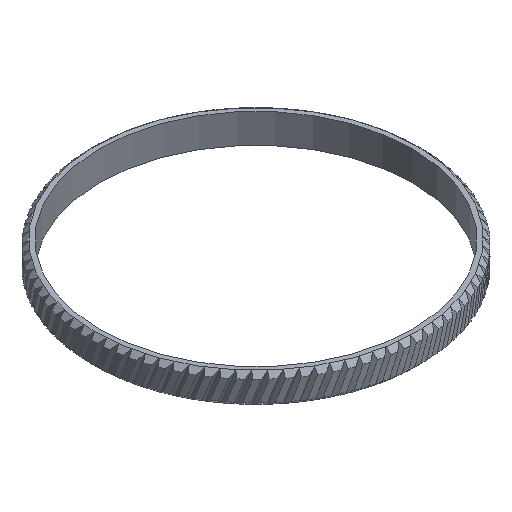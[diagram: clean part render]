
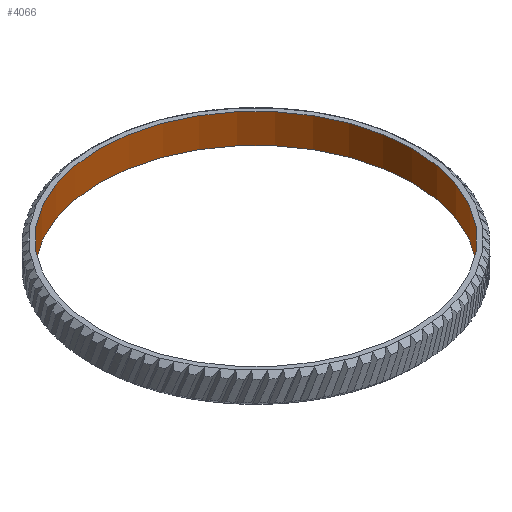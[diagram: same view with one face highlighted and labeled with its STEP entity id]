
A CAD part, isometric view. The second image highlights one B-rep face of the part: STEP entity #4066.
In plain terms, the highlighted cylindrical face has radius 34.5 mm (diameter 69 mm), a full revolution.
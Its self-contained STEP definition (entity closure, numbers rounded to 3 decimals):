
#4011=CARTESIAN_POINT('',(-134.5,-0.001,23.));
#4012=VERTEX_POINT('',#4011);
#4013=CARTESIAN_POINT('',(-65.5,-0.001,23.));
#4014=VERTEX_POINT('',#4013);
#4015=CARTESIAN_POINT('',(-100.,-0.001,23.));
#4016=DIRECTION('',(0.,0.,1.));
#4017=DIRECTION('',(1.,0.,-0.));
#4018=AXIS2_PLACEMENT_3D('',#4015,#4016,#4017);
#4019=CIRCLE('',#4018,34.5);
#4020=EDGE_CURVE('',#4012,#4014,#4019,.T.);
#4022=CARTESIAN_POINT('',(-100.,-0.001,23.));
#4023=DIRECTION('',(0.,0.,1.));
#4024=DIRECTION('',(1.,0.,-0.));
#4025=AXIS2_PLACEMENT_3D('',#4022,#4023,#4024);
#4026=CIRCLE('',#4025,34.5);
#4027=EDGE_CURVE('',#4014,#4012,#4026,.T.);
#4032=CARTESIAN_POINT('',(-100.,-0.001,23.));
#4033=DIRECTION('',(0.,0.,-1.));
#4034=DIRECTION('',(-1.,0.,0.));
#4035=AXIS2_PLACEMENT_3D('',#4032,#4033,#4034);
#4036=CYLINDRICAL_SURFACE('',#4035,34.5);
#4037=CARTESIAN_POINT('',(-134.5,-0.001,16.5));
#4038=VERTEX_POINT('',#4037);
#4039=CARTESIAN_POINT('',(-134.5,-0.001,16.5));
#4040=DIRECTION('',(-0.,-0.,1.));
#4041=VECTOR('',#4040,6.5);
#4042=LINE('',#4039,#4041);
#4043=EDGE_CURVE('',#4038,#4012,#4042,.T.);
#4044=ORIENTED_EDGE('',*,*,#4043,.F.);
#4045=CARTESIAN_POINT('',(-65.5,-0.001,16.5));
#4046=VERTEX_POINT('',#4045);
#4047=CARTESIAN_POINT('',(-100.,-0.001,16.5));
#4048=DIRECTION('',(0.,0.,1.));
#4049=DIRECTION('',(1.,0.,-0.));
#4050=AXIS2_PLACEMENT_3D('',#4047,#4048,#4049);
#4051=CIRCLE('',#4050,34.5);
#4052=EDGE_CURVE('',#4046,#4038,#4051,.T.);
#4053=ORIENTED_EDGE('',*,*,#4052,.F.);
#4054=CARTESIAN_POINT('',(-100.,-0.001,16.5));
#4055=DIRECTION('',(0.,0.,1.));
#4056=DIRECTION('',(1.,0.,-0.));
#4057=AXIS2_PLACEMENT_3D('',#4054,#4055,#4056);
#4058=CIRCLE('',#4057,34.5);
#4059=EDGE_CURVE('',#4038,#4046,#4058,.T.);
#4060=ORIENTED_EDGE('',*,*,#4059,.F.);
#4061=ORIENTED_EDGE('',*,*,#4043,.T.);
#4062=ORIENTED_EDGE('',*,*,#4020,.T.);
#4063=ORIENTED_EDGE('',*,*,#4027,.T.);
#4064=EDGE_LOOP('',(#4044,#4053,#4060,#4061,#4062,#4063));
#4065=FACE_BOUND('',#4064,.T.);
#4066=ADVANCED_FACE('',(#4065),#4036,.F.);
